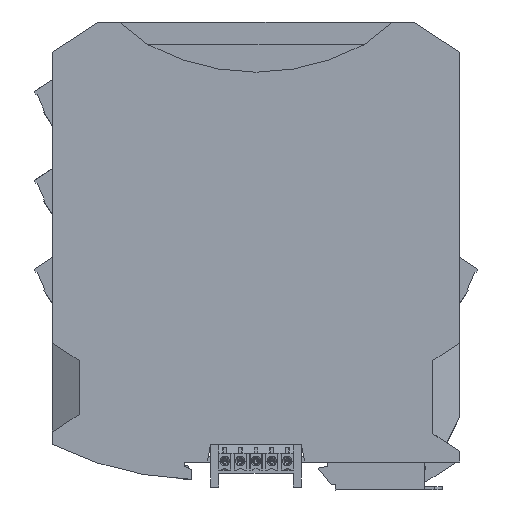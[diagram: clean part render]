
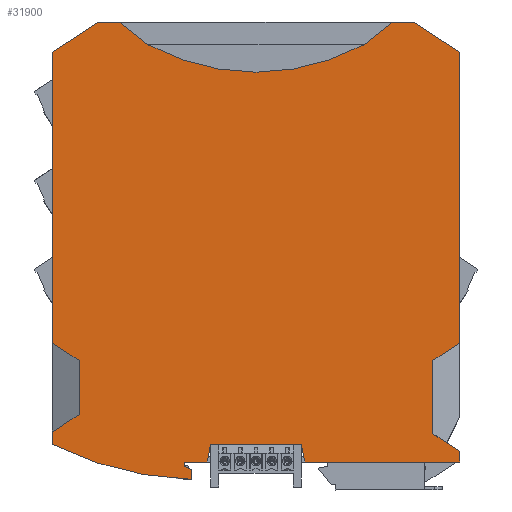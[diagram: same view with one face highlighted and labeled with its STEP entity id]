
A CAD part, left-side view. The second image highlights one B-rep face of the part: STEP entity #31900.
In plain terms, the highlighted planar face has unit normal (-1, 0, 0).
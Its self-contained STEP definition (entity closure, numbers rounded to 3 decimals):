
#3020=CARTESIAN_POINT('',(0.,6.5,
31.279));
#3030=VERTEX_POINT('',#3020);
#3260=CARTESIAN_POINT('',(0.,6.5,
13.465));
#3270=VERTEX_POINT('',#3260);
#3300=CARTESIAN_POINT('',(0.,6.5,
-45.8));
#3310=DIRECTION('',(0.,0.,-1.));
#3320=VECTOR('',#3310,1.);
#3330=LINE('',#3300,#3320);
#3340=EDGE_CURVE('',#3030,#3270,#3330,.T.);
#3500=CARTESIAN_POINT('',(0.,0.,35.5));
#3510=VERTEX_POINT('',#3500);
#3550=CARTESIAN_POINT('',(0.,49.5,
3.354));
#3560=DIRECTION('',(0.,-0.839,
0.545));
#3570=VECTOR('',#3560,1.);
#3580=LINE('',#3550,#3570);
#3590=EDGE_CURVE('',#3030,#3510,#3580,.T.);
#29930=CARTESIAN_POINT('',(0.,117.95,
75.1));
#29940=DIRECTION('',(1.,0.,-0.));
#29950=DIRECTION('',(0.,1.,0.));
#29960=AXIS2_PLACEMENT_3D('',#29930,#29940,#29950);
#29970=PLANE('',#29960);
#29980=CARTESIAN_POINT('',(0.,0.,-45.8));
#29990=DIRECTION('',(0.,0.,-1.));
#30000=VECTOR('',#29990,1.);
#30010=LINE('',#29980,#30000);
#30020=CARTESIAN_POINT('',(0.,0.,106.262));
#30030=VERTEX_POINT('',#30020);
#30040=EDGE_CURVE('',#30030,#3510,#30010,.T.);
#30050=ORIENTED_EDGE('',*,*,#30040,.F.);
#30060=ORIENTED_EDGE('',*,*,#3590,.T.);
#30070=ORIENTED_EDGE('',*,*,#3340,.F.);
#30080=CARTESIAN_POINT('',(0.,49.5,
41.389));
#30090=DIRECTION('',(0.,-0.839,
-0.545));
#30100=VECTOR('',#30090,1.);
#30110=LINE('',#30080,#30100);
#30120=CARTESIAN_POINT('',(0.,0.,
9.244));
#30130=VERTEX_POINT('',#30120);
#30140=EDGE_CURVE('',#3270,#30130,#30110,.T.);
#30150=ORIENTED_EDGE('',*,*,#30140,.F.);
#30160=CARTESIAN_POINT('',(0.,0.,
-45.8));
#30170=DIRECTION('',(0.,0.,1.));
#30180=VECTOR('',#30170,1.);
#30190=LINE('',#30160,#30180);
#30200=CARTESIAN_POINT('',(0.,0.,
6.6));
#30210=VERTEX_POINT('',#30200);
#30220=EDGE_CURVE('',#30210,#30130,#30190,.T.);
#30230=ORIENTED_EDGE('',*,*,#30220,.T.);
#30240=CARTESIAN_POINT('',(0.,49.5,
6.6));
#30250=DIRECTION('',(0.,1.,0.));
#30260=VECTOR('',#30250,1.);
#30270=LINE('',#30240,#30260);
#30280=CARTESIAN_POINT('',(0.,37.683,
6.6));
#30290=VERTEX_POINT('',#30280);
#30300=EDGE_CURVE('',#30210,#30290,#30270,.T.);
#30310=ORIENTED_EDGE('',*,*,#30300,.F.);
#30320=CARTESIAN_POINT('',(0.,28.443,
-45.8));
#30330=DIRECTION('',(0.,0.174,
0.985));
#30340=VECTOR('',#30330,1.);
#30350=LINE('',#30320,#30340);
#30360=CARTESIAN_POINT('',(0.,38.45,
10.95));
#30370=VERTEX_POINT('',#30360);
#30380=EDGE_CURVE('',#30290,#30370,#30350,.T.);
#30390=ORIENTED_EDGE('',*,*,#30380,.F.);
#30400=CARTESIAN_POINT('',(0.,49.5,
10.95));
#30410=DIRECTION('',(0.,1.,0.));
#30420=VECTOR('',#30410,1.);
#30430=LINE('',#30400,#30420);
#30440=CARTESIAN_POINT('',(0.,60.55,
10.95));
#30450=VERTEX_POINT('',#30440);
#30460=EDGE_CURVE('',#30370,#30450,#30430,.T.);
#30470=ORIENTED_EDGE('',*,*,#30460,.F.);
#30480=CARTESIAN_POINT('',(0.,70.557,
-45.8));
#30490=DIRECTION('',(0.,0.174,
-0.985));
#30500=VECTOR('',#30490,1.);
#30510=LINE('',#30480,#30500);
#30520=CARTESIAN_POINT('',(0.,61.317,
6.6));
#30530=VERTEX_POINT('',#30520);
#30540=EDGE_CURVE('',#30450,#30530,#30510,.T.);
#30550=ORIENTED_EDGE('',*,*,#30540,.F.);
#30560=CARTESIAN_POINT('',(0.,49.5,
6.6));
#30570=DIRECTION('',(0.,1.,0.));
#30580=VECTOR('',#30570,1.);
#30590=LINE('',#30560,#30580);
#30600=CARTESIAN_POINT('',(0.,67.,
6.6));
#30610=VERTEX_POINT('',#30600);
#30620=EDGE_CURVE('',#30530,#30610,#30590,.T.);
#30630=ORIENTED_EDGE('',*,*,#30620,.F.);
#30640=CARTESIAN_POINT('',(0.,67.,
-45.8));
#30650=DIRECTION('',(0.,0.,-1.));
#30660=VECTOR('',#30650,1.);
#30670=LINE('',#30640,#30660);
#30680=CARTESIAN_POINT('',(0.,67.,
5.6));
#30690=VERTEX_POINT('',#30680);
#30700=EDGE_CURVE('',#30610,#30690,#30670,.T.);
#30710=ORIENTED_EDGE('',*,*,#30700,.F.);
#30720=CARTESIAN_POINT('',(0.,49.5,
-2.56));
#30730=DIRECTION('',(0.,0.906,
0.423));
#30740=VECTOR('',#30730,1.);
#30750=LINE('',#30720,#30740);
#30760=CARTESIAN_POINT('',(0.,65.2,
4.761));
#30770=VERTEX_POINT('',#30760);
#30780=EDGE_CURVE('',#30770,#30690,#30750,.T.);
#30790=ORIENTED_EDGE('',*,*,#30780,.T.);
#30800=CARTESIAN_POINT('',(0.,65.2,
-45.8));
#30810=DIRECTION('',(0.,0.,-1.));
#30820=VECTOR('',#30810,1.);
#30830=LINE('',#30800,#30820);
#30840=CARTESIAN_POINT('',(0.,65.2,
2.38));
#30850=VERTEX_POINT('',#30840);
#30860=EDGE_CURVE('',#30770,#30850,#30830,.T.);
#30870=ORIENTED_EDGE('',*,*,#30860,.F.);
#30880=CARTESIAN_POINT('',(0.,63.,
82.35));
#30890=DIRECTION('',(-1.,0.,0.));
#30900=DIRECTION('',(0.,-1.,0.));
#30910=AXIS2_PLACEMENT_3D('',#30880,#30890,#30900);
#30920=CIRCLE('',#30910,80.);
#30930=CARTESIAN_POINT('',(0.,99.,
10.908));
#30940=VERTEX_POINT('',#30930);
#30950=EDGE_CURVE('',#30940,#30850,#30920,.T.);
#30960=ORIENTED_EDGE('',*,*,#30950,.T.);
#30970=CARTESIAN_POINT('',(0.,99.,
-45.8));
#30980=DIRECTION('',(0.,0.,1.));
#30990=VECTOR('',#30980,1.);
#31000=LINE('',#30970,#30990);
#31010=CARTESIAN_POINT('',(0.,99.,
13.9));
#31020=VERTEX_POINT('',#31010);
#31030=EDGE_CURVE('',#30940,#31020,#31000,.T.);
#31040=ORIENTED_EDGE('',*,*,#31030,.F.);
#31050=CARTESIAN_POINT('',(0.,49.5,
46.046));
#31060=DIRECTION('',(0.,-0.839,
0.545));
#31070=VECTOR('',#31060,1.);
#31080=LINE('',#31050,#31070);
#31090=CARTESIAN_POINT('',(0.,92.5,
18.121));
#31100=VERTEX_POINT('',#31090);
#31110=EDGE_CURVE('',#31020,#31100,#31080,.T.);
#31120=ORIENTED_EDGE('',*,*,#31110,.F.);
#31130=CARTESIAN_POINT('',(0.,92.5,
-45.8));
#31140=DIRECTION('',(0.,0.,1.));
#31150=VECTOR('',#31140,1.);
#31160=LINE('',#31130,#31150);
#31170=CARTESIAN_POINT('',(0.,92.5,
31.279));
#31180=VERTEX_POINT('',#31170);
#31190=EDGE_CURVE('',#31100,#31180,#31160,.T.);
#31200=ORIENTED_EDGE('',*,*,#31190,.F.);
#31210=CARTESIAN_POINT('',(0.,49.5,
3.354));
#31220=DIRECTION('',(0.,-0.839,
-0.545));
#31230=VECTOR('',#31220,1.);
#31240=LINE('',#31210,#31230);
#31250=CARTESIAN_POINT('',(0.,99.,
35.5));
#31260=VERTEX_POINT('',#31250);
#31270=EDGE_CURVE('',#31260,#31180,#31240,.T.);
#31280=ORIENTED_EDGE('',*,*,#31270,.T.);
#31290=CARTESIAN_POINT('',(0.,99.,
-45.8));
#31300=DIRECTION('',(0.,0.,1.));
#31310=VECTOR('',#31300,1.);
#31320=LINE('',#31290,#31310);
#31330=CARTESIAN_POINT('',(0.,99.,
106.262));
#31340=VERTEX_POINT('',#31330);
#31350=EDGE_CURVE('',#31260,#31340,#31320,.T.);
#31360=ORIENTED_EDGE('',*,*,#31350,.F.);
#31370=CARTESIAN_POINT('',(0.,49.5,
138.407));
#31380=DIRECTION('',(0.,-0.839,
0.545));
#31390=VECTOR('',#31380,1.);
#31400=LINE('',#31370,#31390);
#31410=CARTESIAN_POINT('',(0.,87.7,
113.6));
#31420=VERTEX_POINT('',#31410);
#31430=EDGE_CURVE('',#31340,#31420,#31400,.T.);
#31440=ORIENTED_EDGE('',*,*,#31430,.F.);
#31450=CARTESIAN_POINT('',(0.,49.5,
113.6));
#31460=DIRECTION('',(0.,-1.,0.));
#31470=VECTOR('',#31460,1.);
#31480=LINE('',#31450,#31470);
#31490=CARTESIAN_POINT('',(0.,82.82,
113.6));
#31500=VERTEX_POINT('',#31490);
#31510=EDGE_CURVE('',#31420,#31500,#31480,.T.);
#31520=ORIENTED_EDGE('',*,*,#31510,.F.);
#31530=CARTESIAN_POINT('',(0.,49.5,
87.567));
#31540=DIRECTION('',(0.,-0.788,
-0.616));
#31550=VECTOR('',#31540,1.);
#31560=LINE('',#31530,#31550);
#31570=CARTESIAN_POINT('',(0.,75.781,
108.1));
#31580=VERTEX_POINT('',#31570);
#31590=EDGE_CURVE('',#31500,#31580,#31560,.T.);
#31600=ORIENTED_EDGE('',*,*,#31590,.F.);
#31610=CARTESIAN_POINT('',(0.,49.5,
156.293));
#31620=DIRECTION('',(-1.,0.,0.));
#31630=DIRECTION('',(0.,-1.,0.));
#31640=AXIS2_PLACEMENT_3D('',#31610,#31620,#31630);
#31650=CIRCLE('',#31640,54.893);
#31660=CARTESIAN_POINT('',(0.,23.219,
108.1));
#31670=VERTEX_POINT('',#31660);
#31680=EDGE_CURVE('',#31580,#31670,#31650,.T.);
#31690=ORIENTED_EDGE('',*,*,#31680,.F.);
#31700=CARTESIAN_POINT('',(0.,49.5,
87.567));
#31710=DIRECTION('',(0.,-0.788,
0.616));
#31720=VECTOR('',#31710,1.);
#31730=LINE('',#31700,#31720);
#31740=CARTESIAN_POINT('',(0.,16.18,
113.6));
#31750=VERTEX_POINT('',#31740);
#31760=EDGE_CURVE('',#31670,#31750,#31730,.T.);
#31770=ORIENTED_EDGE('',*,*,#31760,.F.);
#31780=CARTESIAN_POINT('',(0.,11.3,
113.6));
#31790=VERTEX_POINT('',#31780);
#31800=EDGE_CURVE('',#31750,#31790,#31480,.T.);
#31810=ORIENTED_EDGE('',*,*,#31800,.F.);
#31820=CARTESIAN_POINT('',(0.,49.5,
138.407));
#31830=DIRECTION('',(0.,-0.839,
-0.545));
#31840=VECTOR('',#31830,1.);
#31850=LINE('',#31820,#31840);
#31860=EDGE_CURVE('',#31790,#30030,#31850,.T.);
#31870=ORIENTED_EDGE('',*,*,#31860,.F.);
#31880=EDGE_LOOP('',(#31870,#31810,#31770,#31690,#31600,#31520,#31440,
#31360,#31280,#31200,#31120,#31040,#30960,#30870,#30790,#30710,#30630,
#30550,#30470,#30390,#30310,#30230,#30150,#30070,#30060,#30050));
#31890=FACE_OUTER_BOUND('',#31880,.T.);
#31900=ADVANCED_FACE('',(#31890),#29970,.F.);
